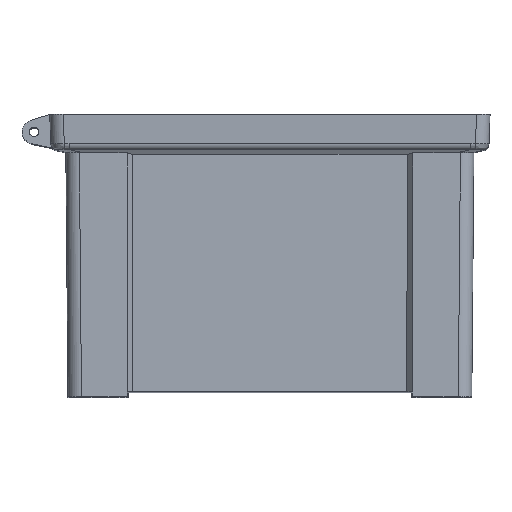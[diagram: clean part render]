
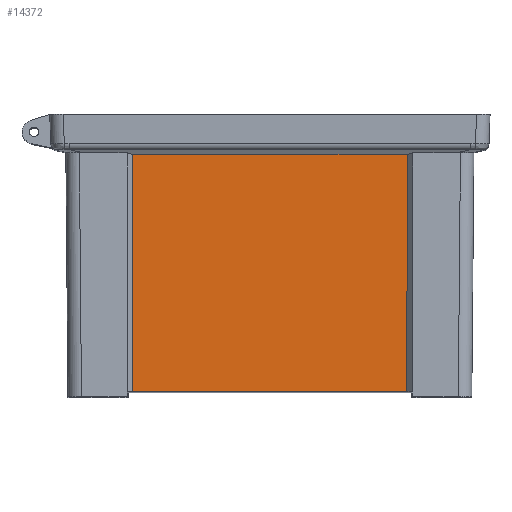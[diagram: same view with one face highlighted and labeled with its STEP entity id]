
A CAD part, top view. The second image highlights one B-rep face of the part: STEP entity #14372.
In plain terms, the highlighted planar face has unit normal (0, -0.009, 1).
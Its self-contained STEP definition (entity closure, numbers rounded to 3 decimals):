
#104 = VECTOR ( 'NONE', #4890, 1000. ) ;
#1583 = CARTESIAN_POINT ( 'NONE',  ( 55.895, -16.405, 105.18 ) ) ;
#2027 = ORIENTED_EDGE ( 'NONE', *, *, #5664, .F. ) ;
#2552 = DIRECTION ( 'NONE',  ( 0., -0.009, 1. ) ) ;
#3030 = LINE ( 'NONE', #15756, #16997 ) ;
#3082 = FACE_OUTER_BOUND ( 'NONE', #15318, .T. ) ;
#3207 = VECTOR ( 'NONE', #4323, 1000. ) ;
#3536 = CARTESIAN_POINT ( 'NONE',  ( -81., -113., 104.337 ) ) ;
#3574 = VERTEX_POINT ( 'NONE', #6097 ) ;
#4323 = DIRECTION ( 'NONE',  ( -0.001, -1., -0.009 ) ) ;
#4771 = ORIENTED_EDGE ( 'NONE', *, *, #17369, .F. ) ;
#4890 = DIRECTION ( 'NONE',  ( -1., 0., 0. ) ) ;
#5664 = EDGE_CURVE ( 'NONE', #17418, #13381, #16815, .T. ) ;
#6097 = CARTESIAN_POINT ( 'NONE',  ( -55.895, -16.28, 105.181 ) ) ;
#6869 = LINE ( 'NONE', #16102, #7290 ) ;
#6899 = VERTEX_POINT ( 'NONE', #13503 ) ;
#7290 = VECTOR ( 'NONE', #8134, 1000. ) ;
#7647 = DIRECTION ( 'NONE',  ( -0.001, 1., 0.009 ) ) ;
#8134 = DIRECTION ( 'NONE',  ( -1., 0., 0. ) ) ;
#10567 = CARTESIAN_POINT ( 'NONE',  ( -55.807, -113., 104.337 ) ) ;
#10807 = AXIS2_PLACEMENT_3D ( 'NONE', #12019, #2552, #12084 ) ;
#11039 = CARTESIAN_POINT ( 'NONE',  ( 55.807, -113., 104.337 ) ) ;
#11266 = EDGE_CURVE ( 'NONE', #13381, #3574, #3030, .T. ) ;
#12019 = CARTESIAN_POINT ( 'NONE',  ( -81., -16.28, 105.181 ) ) ;
#12084 = DIRECTION ( 'NONE',  ( 0., -1., -0.009 ) ) ;
#12367 = PLANE ( 'NONE',  #10807 ) ;
#12840 = ORIENTED_EDGE ( 'NONE', *, *, #15310, .T. ) ;
#13064 = ORIENTED_EDGE ( 'NONE', *, *, #11266, .F. ) ;
#13381 = VERTEX_POINT ( 'NONE', #10567 ) ;
#13503 = CARTESIAN_POINT ( 'NONE',  ( 55.895, -16.28, 105.181 ) ) ;
#14372 = ADVANCED_FACE ( 'NONE', ( #3082 ), #12367, .T. ) ;
#14621 = LINE ( 'NONE', #1583, #3207 ) ;
#15310 = EDGE_CURVE ( 'NONE', #6899, #3574, #6869, .T. ) ;
#15318 = EDGE_LOOP ( 'NONE', ( #4771, #12840, #13064, #2027 ) ) ;
#15756 = CARTESIAN_POINT ( 'NONE',  ( -55.895, -16.257, 105.182 ) ) ;
#16102 = CARTESIAN_POINT ( 'NONE',  ( -81., -16.28, 105.181 ) ) ;
#16815 = LINE ( 'NONE', #3536, #104 ) ;
#16997 = VECTOR ( 'NONE', #7647, 1000. ) ;
#17369 = EDGE_CURVE ( 'NONE', #6899, #17418, #14621, .T. ) ;
#17418 = VERTEX_POINT ( 'NONE', #11039 ) ;
